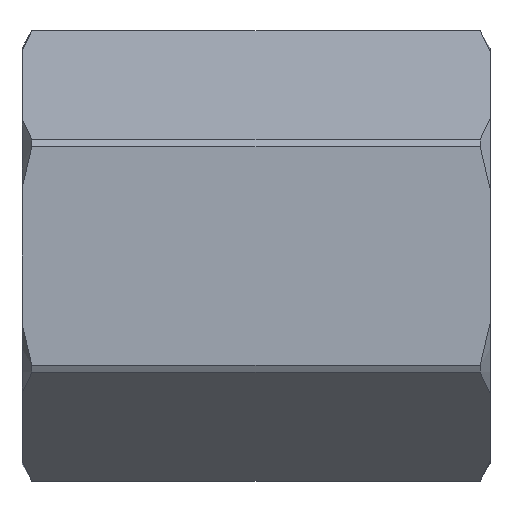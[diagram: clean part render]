
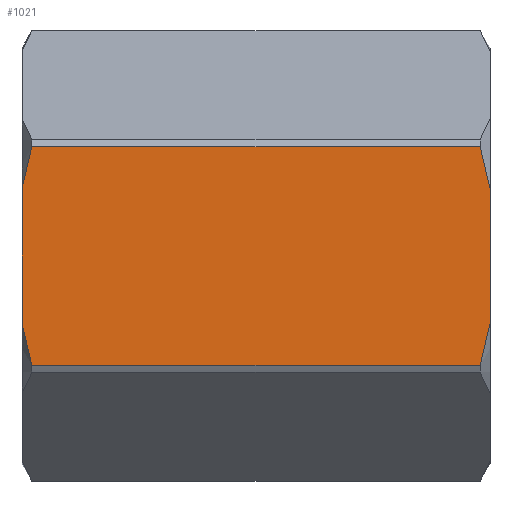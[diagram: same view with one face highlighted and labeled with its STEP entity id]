
A CAD part, front view. The second image highlights one B-rep face of the part: STEP entity #1021.
In plain terms, the highlighted planar face has unit normal (0, -1, 0).
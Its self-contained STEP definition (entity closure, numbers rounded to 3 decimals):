
#38=PLANE('',#1075);
#64=LINE('',#7055,#96);
#65=LINE('',#7063,#97);
#66=LINE('',#7070,#98);
#67=LINE('',#7077,#99);
#96=VECTOR('',#1178,1000.);
#97=VECTOR('',#1179,1000.);
#98=VECTOR('',#1180,1000.);
#99=VECTOR('',#1181,1000.);
#135=B_SPLINE_CURVE_WITH_KNOTS('',3,(#7058,#7059,#7060,#7061),
 .UNSPECIFIED.,.F.,.F.,(4,4),(0.,0.003),.UNSPECIFIED.);
#136=B_SPLINE_CURVE_WITH_KNOTS('',3,(#7065,#7066,#7067,#7068),
 .UNSPECIFIED.,.F.,.F.,(4,4),(0.,0.003),.UNSPECIFIED.);
#137=B_SPLINE_CURVE_WITH_KNOTS('',3,(#7072,#7073,#7074,#7075),
 .UNSPECIFIED.,.F.,.F.,(4,4),(0.,0.003),.UNSPECIFIED.);
#138=B_SPLINE_CURVE_WITH_KNOTS('',3,(#7079,#7080,#7081,#7082),
 .UNSPECIFIED.,.F.,.F.,(4,4),(0.,0.003),
 .UNSPECIFIED.);
#311=ORIENTED_EDGE('',*,*,#649,.T.);
#312=ORIENTED_EDGE('',*,*,#650,.F.);
#313=ORIENTED_EDGE('',*,*,#651,.T.);
#314=ORIENTED_EDGE('',*,*,#652,.F.);
#315=ORIENTED_EDGE('',*,*,#653,.F.);
#316=ORIENTED_EDGE('',*,*,#654,.F.);
#317=ORIENTED_EDGE('',*,*,#655,.T.);
#318=ORIENTED_EDGE('',*,*,#656,.F.);
#649=EDGE_CURVE('',#817,#818,#64,.T.);
#650=EDGE_CURVE('',#819,#818,#135,.T.);
#651=EDGE_CURVE('',#819,#820,#65,.T.);
#652=EDGE_CURVE('',#821,#820,#136,.T.);
#653=EDGE_CURVE('',#822,#821,#66,.T.);
#654=EDGE_CURVE('',#823,#822,#137,.T.);
#655=EDGE_CURVE('',#823,#824,#67,.T.);
#656=EDGE_CURVE('',#817,#824,#138,.T.);
#817=VERTEX_POINT('',#7056);
#818=VERTEX_POINT('',#7057);
#819=VERTEX_POINT('',#7062);
#820=VERTEX_POINT('',#7064);
#821=VERTEX_POINT('',#7069);
#822=VERTEX_POINT('',#7071);
#823=VERTEX_POINT('',#7076);
#824=VERTEX_POINT('',#7078);
#928=EDGE_LOOP('',(#311,#312,#313,#314,#315,#316,#317,#318));
#970=FACE_BOUND('',#928,.T.);
#1021=ADVANCED_FACE('',(#970),#38,.T.);
#1075=AXIS2_PLACEMENT_3D('',#7054,#1176,#1177);
#1176=DIRECTION('',(0.,-1.,0.));
#1177=DIRECTION('',(0.,0.,-1.));
#1178=DIRECTION('',(0.,0.,-1.));
#1179=DIRECTION('',(1.,0.,0.));
#1180=DIRECTION('',(0.,0.,-1.));
#1181=DIRECTION('',(-1.,0.,0.));
#7054=CARTESIAN_POINT('',(-13.65,-11.5,6.64));
#7055=CARTESIAN_POINT('',(-13.65,-11.5,6.64));
#7056=CARTESIAN_POINT('',(-13.65,-11.5,3.921));
#7057=CARTESIAN_POINT('',(-13.65,-11.5,-3.921));
#7058=CARTESIAN_POINT('',(-13.073,-11.5,-6.377));
#7059=CARTESIAN_POINT('',(-13.3,-11.5,-5.567));
#7060=CARTESIAN_POINT('',(-13.496,-11.5,-4.749));
#7061=CARTESIAN_POINT('',(-13.65,-11.5,-3.921));
#7062=CARTESIAN_POINT('',(-13.073,-11.5,-6.377));
#7063=CARTESIAN_POINT('',(13.65,-11.5,-6.377));
#7064=CARTESIAN_POINT('',(13.073,-11.5,-6.377));
#7065=CARTESIAN_POINT('',(13.65,-11.5,-3.921));
#7066=CARTESIAN_POINT('',(13.496,-11.5,-4.749));
#7067=CARTESIAN_POINT('',(13.3,-11.5,-5.567));
#7068=CARTESIAN_POINT('',(13.073,-11.5,-6.377));
#7069=CARTESIAN_POINT('',(13.65,-11.5,-3.921));
#7070=CARTESIAN_POINT('',(13.65,-11.5,0.));
#7071=CARTESIAN_POINT('',(13.65,-11.5,3.921));
#7072=CARTESIAN_POINT('',(13.073,-11.5,6.377));
#7073=CARTESIAN_POINT('',(13.3,-11.5,5.567));
#7074=CARTESIAN_POINT('',(13.496,-11.5,4.749));
#7075=CARTESIAN_POINT('',(13.65,-11.5,3.921));
#7076=CARTESIAN_POINT('',(13.073,-11.5,6.377));
#7077=CARTESIAN_POINT('',(13.65,-11.5,6.377));
#7078=CARTESIAN_POINT('',(-13.073,-11.5,6.377));
#7079=CARTESIAN_POINT('',(-13.65,-11.5,3.921));
#7080=CARTESIAN_POINT('',(-13.496,-11.5,4.749));
#7081=CARTESIAN_POINT('',(-13.3,-11.5,5.567));
#7082=CARTESIAN_POINT('',(-13.073,-11.5,6.377));
